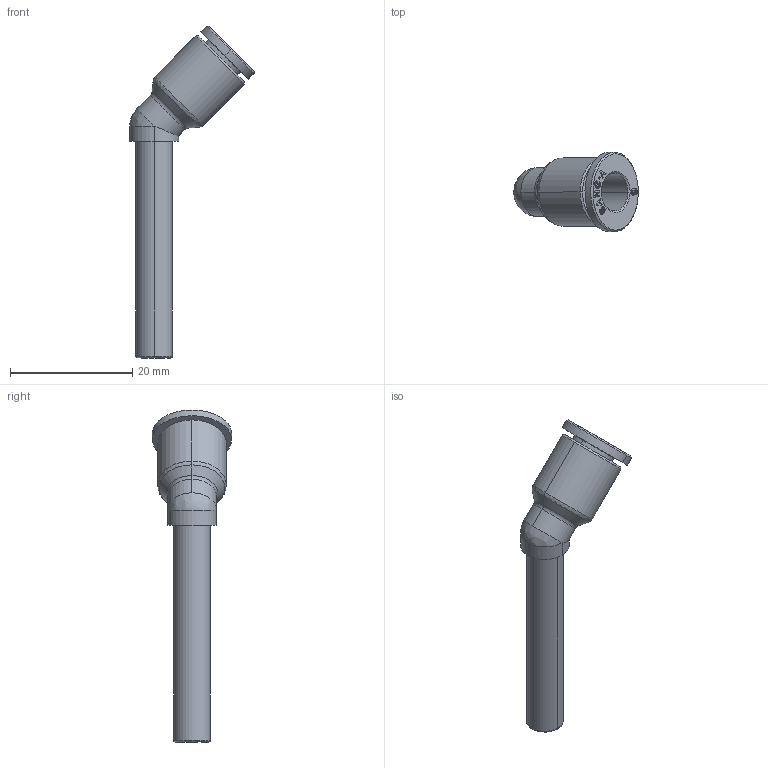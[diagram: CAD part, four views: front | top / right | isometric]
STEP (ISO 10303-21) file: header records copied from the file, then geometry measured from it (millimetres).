
FILE_DESCRIPTION (( 'STEP AP214' ), '1' );
FILE_NAME ('PLLJ45-06.STEP', '2015-11-03T08:04:16', ( '' ), ( '' ), 'SwSTEP 2.0', 'SolidWorks 2015', '' );
FILE_SCHEMA (( 'AUTOMOTIVE_DESIGN' ));
Length unit declared in the file: millimetre
Products named in the file (2): ｦ+ﾃｦ1; PLLJ45-06
Assembly tree (1 placements, depth 2):
  PLLJ45-06
    ｦ+ﾃｦ1
Bounding box: 20.4 x 13 x 54.4 mm (x, y, z)
Volume: 2188.8 mm3; surface area: 1904.6 mm2
Topology: 1 solids, 1 shells, 236 faces, 644 edges, 423 vertices
Faces by surface type: plane 170, bspline 37, cylinder 21, cone 6, torus 2
Entity records: 8858 total; most frequent: CARTESIAN_POINT 2882, ORIENTED_EDGE 1286, DIRECTION 1023, EDGE_CURVE 643, LINE 505, VECTOR 505, VERTEX_POINT 423, AXIS2_PLACEMENT_3D 259
